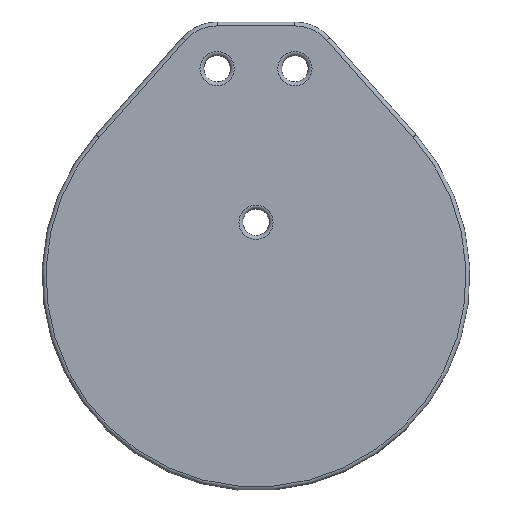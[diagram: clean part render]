
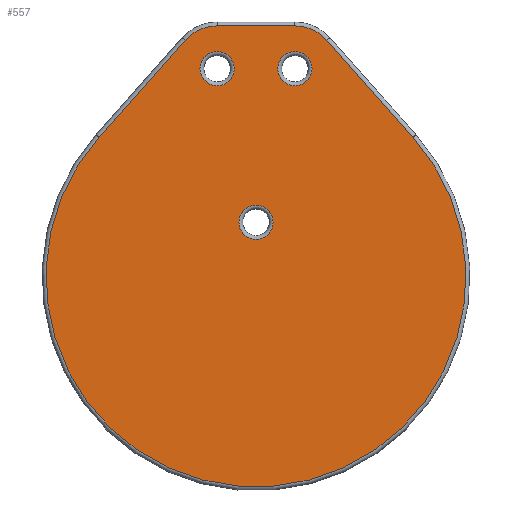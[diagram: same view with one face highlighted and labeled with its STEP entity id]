
A CAD part, top view. The second image highlights one B-rep face of the part: STEP entity #557.
In plain terms, the highlighted planar face has unit normal (0, 0, 1).
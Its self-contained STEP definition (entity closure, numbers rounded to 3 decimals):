
#18=FACE_BOUND('',#147,.T.);
#19=FACE_BOUND('',#148,.T.);
#20=FACE_BOUND('',#149,.T.);
#28=PLANE('',#629);
#34=LINE('',#936,#58);
#35=LINE('',#947,#59);
#37=LINE('',#959,#61);
#58=VECTOR('',#726,10.);
#59=VECTOR('',#739,10.);
#61=VECTOR('',#753,10.);
#107=FACE_OUTER_BOUND('',#146,.T.);
#146=EDGE_LOOP('',(#418,#419,#420,#421,#422,#423));
#147=EDGE_LOOP('',(#424));
#148=EDGE_LOOP('',(#425));
#149=EDGE_LOOP('',(#426));
#186=CIRCLE('',#612,5.5);
#190=CIRCLE('',#618,5.5);
#193=CIRCLE('',#623,27.);
#196=CIRCLE('',#630,2.2);
#197=CIRCLE('',#631,2.2);
#198=CIRCLE('',#632,2.2);
#240=VERTEX_POINT('',#929);
#243=VERTEX_POINT('',#934);
#245=VERTEX_POINT('',#939);
#247=VERTEX_POINT('',#945);
#249=VERTEX_POINT('',#951);
#251=VERTEX_POINT('',#957);
#256=VERTEX_POINT('',#979);
#257=VERTEX_POINT('',#981);
#258=VERTEX_POINT('',#983);
#295=EDGE_CURVE('',#243,#240,#34,.T.);
#297=EDGE_CURVE('',#245,#243,#186,.T.);
#300=EDGE_CURVE('',#247,#245,#35,.T.);
#303=EDGE_CURVE('',#249,#247,#190,.T.);
#306=EDGE_CURVE('',#251,#249,#37,.T.);
#308=EDGE_CURVE('',#240,#251,#193,.T.);
#317=EDGE_CURVE('',#256,#256,#196,.T.);
#318=EDGE_CURVE('',#257,#257,#197,.T.);
#319=EDGE_CURVE('',#258,#258,#198,.T.);
#418=ORIENTED_EDGE('',*,*,#295,.F.);
#419=ORIENTED_EDGE('',*,*,#297,.F.);
#420=ORIENTED_EDGE('',*,*,#300,.F.);
#421=ORIENTED_EDGE('',*,*,#303,.F.);
#422=ORIENTED_EDGE('',*,*,#306,.F.);
#423=ORIENTED_EDGE('',*,*,#308,.F.);
#424=ORIENTED_EDGE('',*,*,#317,.F.);
#425=ORIENTED_EDGE('',*,*,#318,.F.);
#426=ORIENTED_EDGE('',*,*,#319,.F.);
#557=ADVANCED_FACE('',(#107,#18,#19,#20),#28,.T.);
#612=AXIS2_PLACEMENT_3D('',#941,#731,#732);
#618=AXIS2_PLACEMENT_3D('',#953,#745,#746);
#623=AXIS2_PLACEMENT_3D('',#962,#757,#758);
#629=AXIS2_PLACEMENT_3D('',#978,#775,#776);
#630=AXIS2_PLACEMENT_3D('',#980,#777,#778);
#631=AXIS2_PLACEMENT_3D('',#982,#779,#780);
#632=AXIS2_PLACEMENT_3D('',#984,#781,#782);
#726=DIRECTION('',(0.664,-0.748,0.));
#731=DIRECTION('center_axis',(0.,0.,-1.));
#732=DIRECTION('ref_axis',(0.41,0.912,0.));
#739=DIRECTION('',(1.,0.,0.));
#745=DIRECTION('center_axis',(0.,0.,-1.));
#746=DIRECTION('ref_axis',(-0.41,0.912,0.));
#753=DIRECTION('',(0.664,0.748,0.));
#757=DIRECTION('center_axis',(0.,0.,-1.));
#758=DIRECTION('ref_axis',(0.,-1.,0.));
#775=DIRECTION('center_axis',(0.,0.,1.));
#776=DIRECTION('ref_axis',(1.,0.,0.));
#777=DIRECTION('center_axis',(0.,0.,1.));
#778=DIRECTION('ref_axis',(1.,0.,0.));
#779=DIRECTION('center_axis',(0.,0.,1.));
#780=DIRECTION('ref_axis',(1.,0.,0.));
#781=DIRECTION('center_axis',(0.,0.,1.));
#782=DIRECTION('ref_axis',(1.,0.,0.));
#929=CARTESIAN_POINT('',(20.189,17.927,0.));
#934=CARTESIAN_POINT('',(9.113,30.402,0.));
#936=CARTESIAN_POINT('',(14.188,24.686,0.));
#939=CARTESIAN_POINT('',(5.,32.25,0.));
#941=CARTESIAN_POINT('Origin',(5.,26.75,0.));
#945=CARTESIAN_POINT('',(-5.,32.25,0.));
#947=CARTESIAN_POINT('',(-2.085,32.25,0.));
#951=CARTESIAN_POINT('',(-9.113,30.402,0.));
#953=CARTESIAN_POINT('Origin',(-5.,26.75,0.));
#957=CARTESIAN_POINT('',(-20.19,17.927,0.));
#959=CARTESIAN_POINT('',(-19.36,18.861,0.));
#962=CARTESIAN_POINT('Origin',(0.,0.,0.));
#978=CARTESIAN_POINT('Origin',(0.83,2.602,0.));
#979=CARTESIAN_POINT('',(2.2,7.,0.));
#980=CARTESIAN_POINT('Origin',(0.,7.,0.));
#981=CARTESIAN_POINT('',(-2.8,26.75,0.));
#982=CARTESIAN_POINT('Origin',(-5.,26.75,0.));
#983=CARTESIAN_POINT('',(7.2,26.75,0.));
#984=CARTESIAN_POINT('Origin',(5.,26.75,0.));
